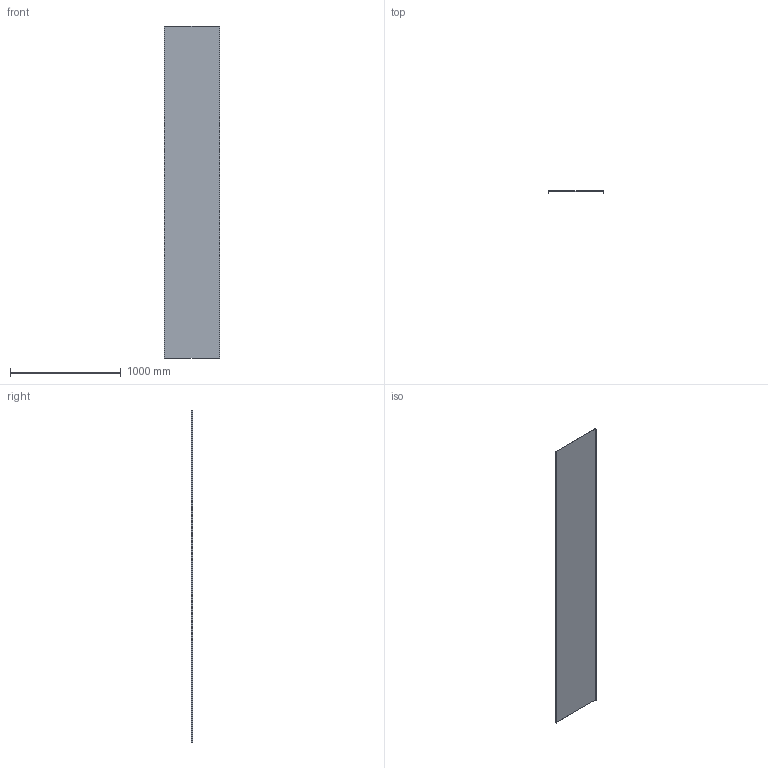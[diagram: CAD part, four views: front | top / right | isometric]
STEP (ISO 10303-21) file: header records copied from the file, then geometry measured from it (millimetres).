
FILE_DESCRIPTION (( 'STEP AP214' ), '1' );
FILE_NAME ('6049127.stp', '2019-12-11T12:49:14', ( '' ), ( '' ), 'SwSTEP 2.0', 'SolidWorks 2018', '' );
FILE_SCHEMA (( 'AUTOMOTIVE_DESIGN' ));
Length unit declared in the file: millimetre
Products named in the file (1): 6049127
Bounding box: 506 x 13 x 3000 mm (x, y, z)
Volume: 3168000 mm3; surface area: 3182112 mm2
Topology: 1 solids, 1 shells, 18 faces, 48 edges, 32 vertices
Faces by surface type: plane 18
Entity records: 586 total; most frequent: CARTESIAN_POINT 99, ORIENTED_EDGE 96, DIRECTION 86, EDGE_CURVE 48, VECTOR 48, LINE 48, VERTEX_POINT 32, AXIS2_PLACEMENT_3D 19
